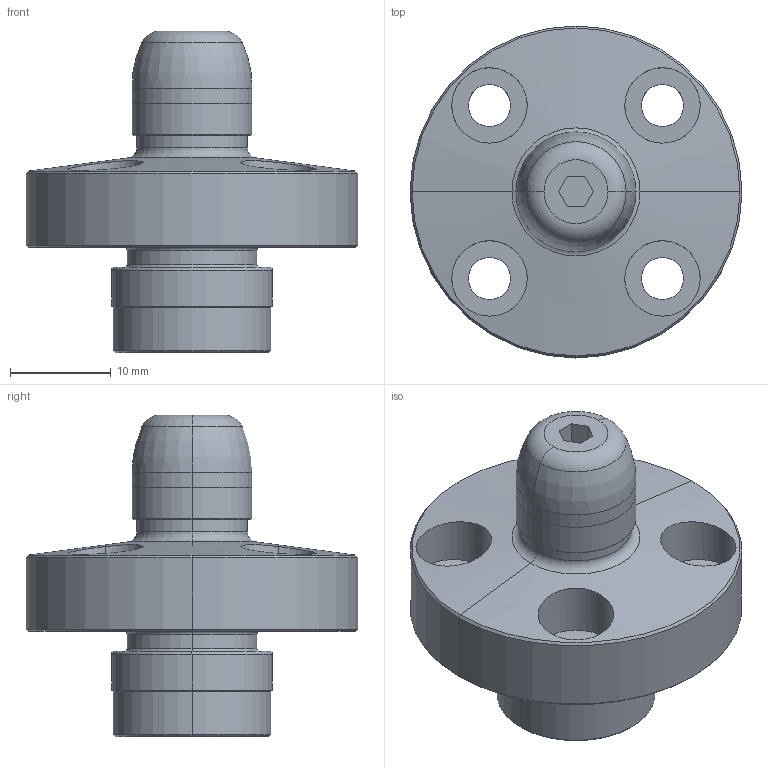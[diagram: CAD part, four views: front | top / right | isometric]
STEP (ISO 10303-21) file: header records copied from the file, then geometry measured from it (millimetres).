
FILE_DESCRIPTION (( 'STEP AP214' ), '1' );
FILE_NAME ('CVM12-C-S.STEP', '2021-05-19T07:29:56', ( 'Windows' ), ( 'Microsoft' ), 'SwSTEP 2.0', 'SolidWorks 2015', '' );
FILE_SCHEMA (( 'AUTOMOTIVE_DESIGN' ));
Length unit declared in the file: millimetre
Products named in the file (1): CVM12-C-S
Bounding box: 33 x 33 x 32 mm (x, y, z)
Volume: 9120.4 mm3; surface area: 4359.5 mm2
Topology: 2 solids, 2 shells, 84 faces, 176 edges, 108 vertices
Faces by surface type: cylinder 38, plane 22, torus 12, cone 12
Entity records: 2643 total; most frequent: CARTESIAN_POINT 625, DIRECTION 438, ORIENTED_EDGE 352, AXIS2_PLACEMENT_3D 185, EDGE_CURVE 176, VERTEX_POINT 108, EDGE_LOOP 104, CIRCLE 100
